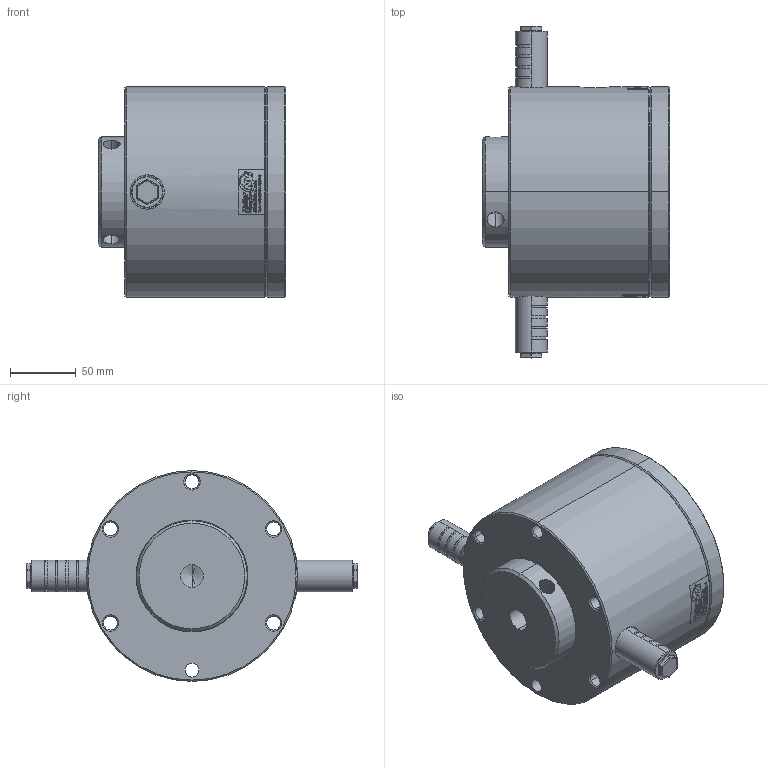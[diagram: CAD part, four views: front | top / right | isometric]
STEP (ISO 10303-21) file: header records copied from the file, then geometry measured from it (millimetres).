
FILE_DESCRIPTION (( 'STEP AP214' ), '1' );
FILE_NAME ('NTK 85 NF #03385000.STEP', '2022-03-15T10:47:21', ( '' ), ( '' ), 'SwSTEP 2.0', 'SolidWorks 2015', '' );
FILE_SCHEMA (( 'AUTOMOTIVE_DESIGN' ));
Length unit declared in the file: millimetre
Products named in the file (1): NTK 85 NF #03385000
Bounding box: 142 x 252 x 160 mm (x, y, z)
Volume: 2523573.5 mm3; surface area: 245413.2 mm2
Topology: 13 solids, 13 shells, 575 faces, 1936 edges, 1479 vertices
Faces by surface type: cylinder 270, plane 167, cone 76, torus 46, sphere 16
Entity records: 30994 total; most frequent: CARTESIAN_POINT 13445, ORIENTED_EDGE 3804, DIRECTION 3160, EDGE_CURVE 1902, VERTEX_POINT 1479, AXIS2_PLACEMENT_3D 1274, EDGE_LOOP 739, CIRCLE 698
